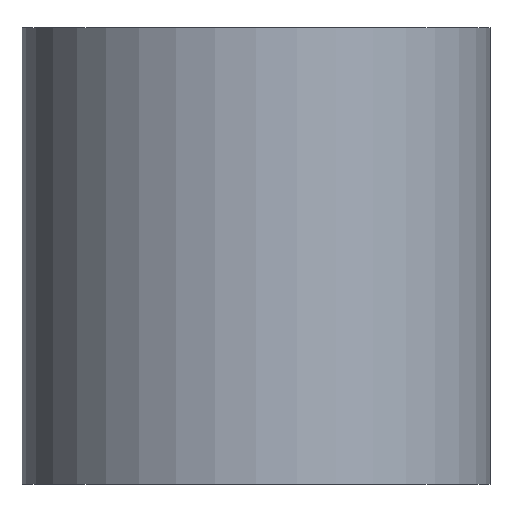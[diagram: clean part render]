
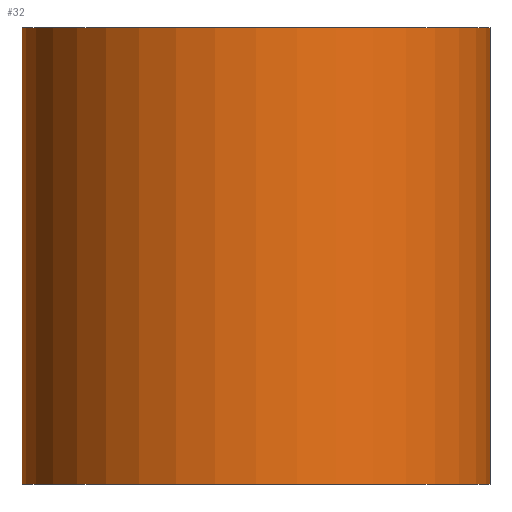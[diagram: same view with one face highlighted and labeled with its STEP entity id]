
A CAD part, front view. The second image highlights one B-rep face of the part: STEP entity #32.
In plain terms, the highlighted cylindrical face has radius 2 mm (diameter 4 mm), a partial arc.
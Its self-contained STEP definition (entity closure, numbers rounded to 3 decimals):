
#32 = ADVANCED_FACE ( 'NONE', ( #129 ), #187, .T. ) ;
#33 = EDGE_LOOP ( 'NONE', ( #36, #42, #43, #44 ) ) ;
#36 = ORIENTED_EDGE ( 'NONE', *, *, #120, .F. ) ;
#37 = EDGE_CURVE ( 'NONE', #122, #121, #178, .T. ) ;
#42 = ORIENTED_EDGE ( 'NONE', *, *, #50, .F. ) ;
#43 = ORIENTED_EDGE ( 'NONE', *, *, #116, .T. ) ;
#44 = ORIENTED_EDGE ( 'NONE', *, *, #37, .T. ) ;
#50 = EDGE_CURVE ( 'NONE', #113, #63, #111, .T. ) ;
#63 = VERTEX_POINT ( 'NONE', #83 ) ;
#67 = CARTESIAN_POINT ( 'NONE',  ( -2., 0., 0. ) ) ;
#68 = CARTESIAN_POINT ( 'NONE',  ( 2., 0., 0. ) ) ;
#69 = DIRECTION ( 'NONE',  ( 0., 0., -1. ) ) ;
#70 = VECTOR ( 'NONE', #69, 1000. ) ;
#71 = CARTESIAN_POINT ( 'NONE',  ( 2., 0., 3.9 ) ) ;
#72 = LINE ( 'NONE', #71, #70 ) ;
#78 = DIRECTION ( 'NONE',  ( 0., 0., -1. ) ) ;
#79 = VECTOR ( 'NONE', #78, 1000. ) ;
#80 = CARTESIAN_POINT ( 'NONE',  ( -2., 0., 3.9 ) ) ;
#81 = LINE ( 'NONE', #80, #79 ) ;
#82 = CARTESIAN_POINT ( 'NONE',  ( -2., 0., 3.9 ) ) ;
#83 = CARTESIAN_POINT ( 'NONE',  ( 2., 0., 3.9 ) ) ;
#107 = DIRECTION ( 'NONE',  ( 1., 0., 0. ) ) ;
#108 = DIRECTION ( 'NONE',  ( 0., 0., 1. ) ) ;
#109 = CARTESIAN_POINT ( 'NONE',  ( 0., 0., 3.9 ) ) ;
#110 = AXIS2_PLACEMENT_3D ( 'NONE', #109, #108, #107 ) ;
#111 = CIRCLE ( 'NONE', #110, 2. ) ;
#113 = VERTEX_POINT ( 'NONE', #82 ) ;
#116 = EDGE_CURVE ( 'NONE', #113, #122, #81, .T. ) ;
#120 = EDGE_CURVE ( 'NONE', #63, #121, #72, .T. ) ;
#121 = VERTEX_POINT ( 'NONE', #68 ) ;
#122 = VERTEX_POINT ( 'NONE', #67 ) ;
#129 = FACE_OUTER_BOUND ( 'NONE', #33, .T. ) ;
#171 = DIRECTION ( 'NONE',  ( 1., 0., 0. ) ) ;
#172 = DIRECTION ( 'NONE',  ( 0., 0., 1. ) ) ;
#173 = CARTESIAN_POINT ( 'NONE',  ( 0., 0., 0. ) ) ;
#174 = AXIS2_PLACEMENT_3D ( 'NONE', #173, #172, #171 ) ;
#178 = CIRCLE ( 'NONE', #174, 2. ) ;
#182 = DIRECTION ( 'NONE',  ( -1., 0., 0. ) ) ;
#183 = DIRECTION ( 'NONE',  ( 0., 0., -1. ) ) ;
#184 = CARTESIAN_POINT ( 'NONE',  ( 0., 0., 3.9 ) ) ;
#185 = AXIS2_PLACEMENT_3D ( 'NONE', #184, #183, #182 ) ;
#187 = CYLINDRICAL_SURFACE ( 'NONE', #185, 2. ) ;
